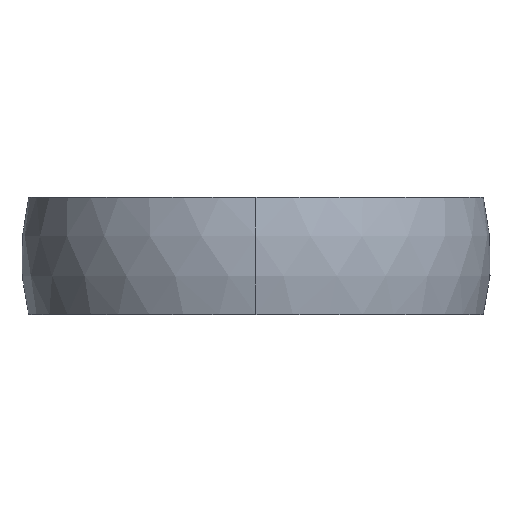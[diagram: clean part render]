
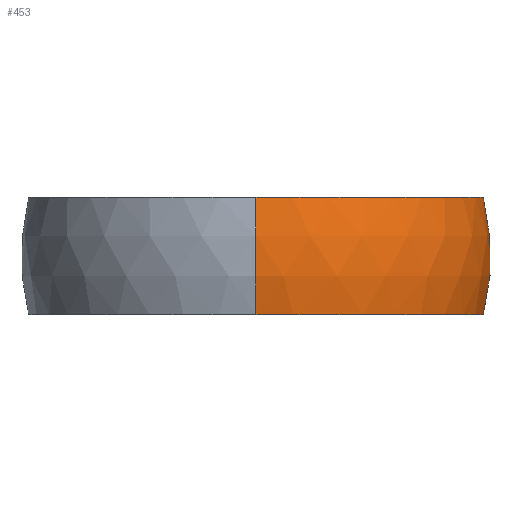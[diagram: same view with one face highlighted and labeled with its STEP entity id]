
A CAD part, left-side view. The second image highlights one B-rep face of the part: STEP entity #453.
In plain terms, the highlighted spherical face has radius 20 mm.
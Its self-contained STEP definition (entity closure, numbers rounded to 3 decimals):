
#338=CARTESIAN_POINT('POINT23',(10.,-16.583,-5.
   ));
#339=VERTEX_POINT('VERTEX23',#338);
#347=CARTESIAN_POINT('POINT24',(10.,-16.583,5.)
   );
#348=VERTEX_POINT('VERTEX24',#347);
#355=CARTESIAN_POINT('POS43',(10.,0.,0.));
#356=DIRECTION('DIR59',(-1.,0.,0.));
#357=DIRECTION('DIR60',(0.,0.,-1.));
#358=AXIS2_PLACEMENT_3D('AXIS17',#355,#356,#357);
#359=CIRCLE('ELLIPSE6',#358,17.321);
#360=EDGE_CURVE('EDGE34',#339,#348,#359,.T.);
#372=CARTESIAN_POINT('POINT25',(-19.365,
   0.,-5.));
#373=VERTEX_POINT('VERTEX25',#372);
#374=CARTESIAN_POINT('POS45',(0.,0.,-5.));
#375=DIRECTION('DIR63',(0.,0.,1.));
#376=DIRECTION('DIR64',(0.,1.,0.));
#377=AXIS2_PLACEMENT_3D('AXIS19',#374,#375,#376);
#378=CIRCLE('ELLIPSE7',#377,19.365);
#379=EDGE_CURVE('EDGE35',#373,#339,#378,.T.);
#419=CARTESIAN_POINT('POINT28',(-19.365,
   0.,5.));
#420=VERTEX_POINT('VERTEX28',#419);
#421=CARTESIAN_POINT('POS48',(0.,0.,5.));
#422=DIRECTION('DIR67',(0.,0.,-1.));
#423=DIRECTION('DIR68',(0.,-1.,0.));
#424=AXIS2_PLACEMENT_3D('AXIS20',#421,#422,#423);
#425=CIRCLE('ELLIPSE8',#424,19.365);
#428=EDGE_CURVE('EDGE41',#348,#420,#425,.T.);
#436=CARTESIAN_POINT('POS49',(0.,0.,0.));
#437=DIRECTION('DIR69',(0.,-1.,0.));
#438=DIRECTION('DIR70',(0.,0.,1.));
#439=AXIS2_PLACEMENT_3D('AXIS21',#436,#437,#438);
#440=CIRCLE('ELLIPSE9',#439,20.);
#441=EDGE_CURVE('EDGE42',#420,#373,#440,.T.);
#442=ORIENTED_EDGE('COEDGE77',*,*,#441,.T.);
#443=ORIENTED_EDGE('COEDGE78',*,*,#379,.T.);
#444=ORIENTED_EDGE('COEDGE79',*,*,#360,.T.);
#445=ORIENTED_EDGE('COEDGE80',*,*,#428,.T.);
#446=EDGE_LOOP('NONE',(#442,#443,#444,#445));
#447=FACE_BOUND('LOOP1',#446,.T.);
#448=CARTESIAN_POINT('POS50',(0.,0.,0.));
#449=DIRECTION('DIR71',(0.,0.,1.));
#450=DIRECTION('DIR72',(1.,0.,0.));
#451=AXIS2_PLACEMENT_3D('AXIS22',#448,#449,#450);
#452=SPHERICAL_SURFACE('SPHERE_SURF2',#451,20.);
#453=ADVANCED_FACE('FACE17',(#447),#452,.T.);
